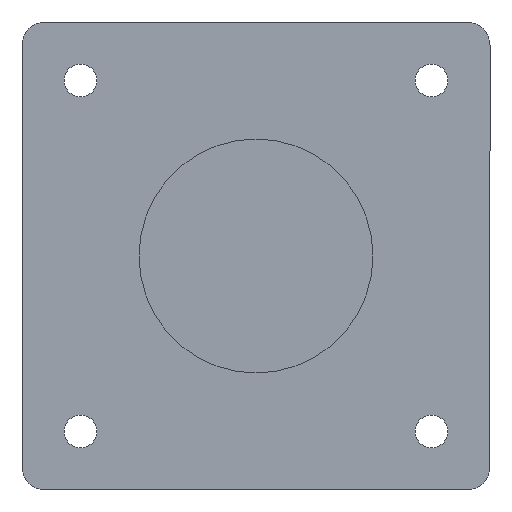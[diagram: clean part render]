
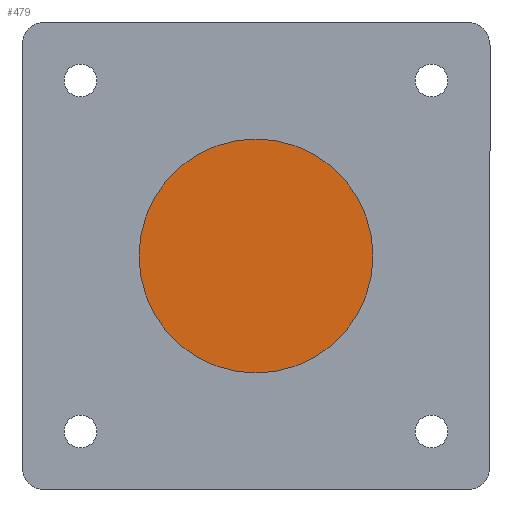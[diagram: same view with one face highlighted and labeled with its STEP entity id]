
A CAD part, front view. The second image highlights one B-rep face of the part: STEP entity #479.
In plain terms, the highlighted planar face has unit normal (0, -1, 0).
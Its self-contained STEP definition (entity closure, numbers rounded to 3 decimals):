
#89 = CARTESIAN_POINT ( 'NONE',  ( 0., 10., 57. ) ) ;
#109 = AXIS2_PLACEMENT_3D ( 'NONE', #342, #400, #1383 ) ;
#135 = CIRCLE ( 'NONE', #1359, 57. ) ;
#229 = DIRECTION ( 'NONE',  ( 0., 0., 1. ) ) ;
#259 = EDGE_LOOP ( 'NONE', ( #1155, #1229 ) ) ;
#298 = EDGE_CURVE ( 'NONE', #765, #586, #722, .T. ) ;
#342 = CARTESIAN_POINT ( 'NONE',  ( 0., 10., 0. ) ) ;
#391 = FACE_OUTER_BOUND ( 'NONE', #259, .T. ) ;
#400 = DIRECTION ( 'NONE',  ( 0., 1., 0. ) ) ;
#413 = CARTESIAN_POINT ( 'NONE',  ( 0., 10., -57. ) ) ;
#443 = CARTESIAN_POINT ( 'NONE',  ( 0., 10., 0. ) ) ;
#479 = ADVANCED_FACE ( 'NONE', ( #391 ), #1257, .F. ) ;
#503 = DIRECTION ( 'NONE',  ( 0., 0., 1. ) ) ;
#516 = DIRECTION ( 'NONE',  ( 0., 1., 0. ) ) ;
#586 = VERTEX_POINT ( 'NONE', #413 ) ;
#722 = CIRCLE ( 'NONE', #109, 57. ) ;
#765 = VERTEX_POINT ( 'NONE', #89 ) ;
#882 = DIRECTION ( 'NONE',  ( 0., 1., 0. ) ) ;
#918 = AXIS2_PLACEMENT_3D ( 'NONE', #1152, #516, #503 ) ;
#1152 = CARTESIAN_POINT ( 'NONE',  ( 0., 10., 0. ) ) ;
#1155 = ORIENTED_EDGE ( 'NONE', *, *, #1205, .F. ) ;
#1205 = EDGE_CURVE ( 'NONE', #586, #765, #135, .T. ) ;
#1229 = ORIENTED_EDGE ( 'NONE', *, *, #298, .F. ) ;
#1257 = PLANE ( 'NONE',  #918 ) ;
#1359 = AXIS2_PLACEMENT_3D ( 'NONE', #443, #882, #229 ) ;
#1383 = DIRECTION ( 'NONE',  ( 0., 0., 1. ) ) ;
